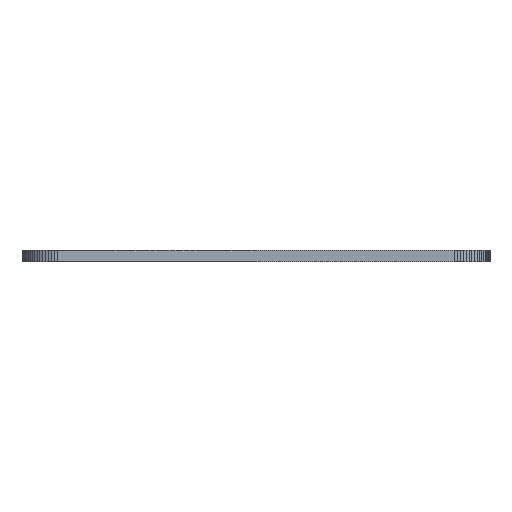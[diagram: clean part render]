
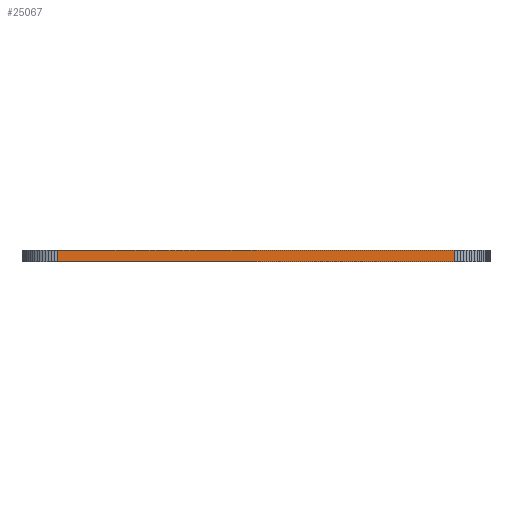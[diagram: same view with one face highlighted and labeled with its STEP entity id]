
A CAD part, left-side view. The second image highlights one B-rep face of the part: STEP entity #25067.
In plain terms, the highlighted planar face has unit normal (-1, 0, 0).
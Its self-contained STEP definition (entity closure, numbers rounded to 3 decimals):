
#83 = PLANE('',#84);
#84 = AXIS2_PLACEMENT_3D('',#85,#86,#87);
#85 = CARTESIAN_POINT('',(102.87,-63.5,1.58));
#86 = DIRECTION('',(-0.,-0.,-1.));
#87 = DIRECTION('',(-1.,0.,0.));
#137 = PLANE('',#138);
#138 = AXIS2_PLACEMENT_3D('',#139,#140,#141);
#139 = CARTESIAN_POINT('',(102.87,-63.5,0.));
#140 = DIRECTION('',(-0.,-0.,-1.));
#141 = DIRECTION('',(-1.,0.,0.));
#1758 = VERTEX_POINT('',#1759);
#1759 = CARTESIAN_POINT('',(53.34,-91.44,0.));
#1773 = PLANE('',#1774);
#1774 = AXIS2_PLACEMENT_3D('',#1775,#1776,#1777);
#1775 = CARTESIAN_POINT('',(53.359,-91.883,0.));
#1776 = DIRECTION('',(-0.999,-0.044,0.));
#1777 = DIRECTION('',(-0.044,0.999,0.));
#1785 = EDGE_CURVE('',#1758,#1786,#1788,.T.);
#1786 = VERTEX_POINT('',#1787);
#1787 = CARTESIAN_POINT('',(53.34,-35.56,0.));
#1788 = SURFACE_CURVE('',#1789,(#1793,#1800),.PCURVE_S1.);
#1789 = LINE('',#1790,#1791);
#1790 = CARTESIAN_POINT('',(53.34,-91.44,0.));
#1791 = VECTOR('',#1792,1.);
#1792 = DIRECTION('',(0.,1.,0.));
#1793 = PCURVE('',#137,#1794);
#1794 = DEFINITIONAL_REPRESENTATION('',(#1795),#1799);
#1795 = LINE('',#1796,#1797);
#1796 = CARTESIAN_POINT('',(49.53,-27.94));
#1797 = VECTOR('',#1798,1.);
#1798 = DIRECTION('',(0.,1.));
#1799 = ( GEOMETRIC_REPRESENTATION_CONTEXT(2) 
PARAMETRIC_REPRESENTATION_CONTEXT() REPRESENTATION_CONTEXT('2D SPACE',''
  ) );
#1800 = PCURVE('',#1801,#1806);
#1801 = PLANE('',#1802);
#1802 = AXIS2_PLACEMENT_3D('',#1803,#1804,#1805);
#1803 = CARTESIAN_POINT('',(53.34,-91.44,0.));
#1804 = DIRECTION('',(-1.,0.,0.));
#1805 = DIRECTION('',(0.,1.,0.));
#1806 = DEFINITIONAL_REPRESENTATION('',(#1807),#1811);
#1807 = LINE('',#1808,#1809);
#1808 = CARTESIAN_POINT('',(0.,0.));
#1809 = VECTOR('',#1810,1.);
#1810 = DIRECTION('',(1.,0.));
#1811 = ( GEOMETRIC_REPRESENTATION_CONTEXT(2) 
PARAMETRIC_REPRESENTATION_CONTEXT() REPRESENTATION_CONTEXT('2D SPACE',''
  ) );
#1829 = PLANE('',#1830);
#1830 = AXIS2_PLACEMENT_3D('',#1831,#1832,#1833);
#1831 = CARTESIAN_POINT('',(53.34,-35.56,0.));
#1832 = DIRECTION('',(-0.999,0.044,0.));
#1833 = DIRECTION('',(0.044,0.999,0.));
#14321 = VERTEX_POINT('',#14322);
#14322 = CARTESIAN_POINT('',(53.34,-91.44,1.58));
#14343 = EDGE_CURVE('',#14321,#14344,#14346,.T.);
#14344 = VERTEX_POINT('',#14345);
#14345 = CARTESIAN_POINT('',(53.34,-35.56,1.58));
#14346 = SURFACE_CURVE('',#14347,(#14351,#14358),.PCURVE_S1.);
#14347 = LINE('',#14348,#14349);
#14348 = CARTESIAN_POINT('',(53.34,-91.44,1.58));
#14349 = VECTOR('',#14350,1.);
#14350 = DIRECTION('',(0.,1.,0.));
#14351 = PCURVE('',#83,#14352);
#14352 = DEFINITIONAL_REPRESENTATION('',(#14353),#14357);
#14353 = LINE('',#14354,#14355);
#14354 = CARTESIAN_POINT('',(49.53,-27.94));
#14355 = VECTOR('',#14356,1.);
#14356 = DIRECTION('',(0.,1.));
#14357 = ( GEOMETRIC_REPRESENTATION_CONTEXT(2) 
PARAMETRIC_REPRESENTATION_CONTEXT() REPRESENTATION_CONTEXT('2D SPACE',''
  ) );
#14358 = PCURVE('',#1801,#14359);
#14359 = DEFINITIONAL_REPRESENTATION('',(#14360),#14364);
#14360 = LINE('',#14361,#14362);
#14361 = CARTESIAN_POINT('',(0.,-1.58));
#14362 = VECTOR('',#14363,1.);
#14363 = DIRECTION('',(1.,0.));
#14364 = ( GEOMETRIC_REPRESENTATION_CONTEXT(2) 
PARAMETRIC_REPRESENTATION_CONTEXT() REPRESENTATION_CONTEXT('2D SPACE',''
  ) );
#25017 = EDGE_CURVE('',#1786,#14344,#25018,.T.);
#25018 = SURFACE_CURVE('',#25019,(#25023,#25030),.PCURVE_S1.);
#25019 = LINE('',#25020,#25021);
#25020 = CARTESIAN_POINT('',(53.34,-35.56,0.));
#25021 = VECTOR('',#25022,1.);
#25022 = DIRECTION('',(0.,0.,1.));
#25023 = PCURVE('',#1829,#25024);
#25024 = DEFINITIONAL_REPRESENTATION('',(#25025),#25029);
#25025 = LINE('',#25026,#25027);
#25026 = CARTESIAN_POINT('',(0.,0.));
#25027 = VECTOR('',#25028,1.);
#25028 = DIRECTION('',(0.,-1.));
#25029 = ( GEOMETRIC_REPRESENTATION_CONTEXT(2) 
PARAMETRIC_REPRESENTATION_CONTEXT() REPRESENTATION_CONTEXT('2D SPACE',''
  ) );
#25030 = PCURVE('',#1801,#25031);
#25031 = DEFINITIONAL_REPRESENTATION('',(#25032),#25036);
#25032 = LINE('',#25033,#25034);
#25033 = CARTESIAN_POINT('',(55.88,0.));
#25034 = VECTOR('',#25035,1.);
#25035 = DIRECTION('',(0.,-1.));
#25036 = ( GEOMETRIC_REPRESENTATION_CONTEXT(2) 
PARAMETRIC_REPRESENTATION_CONTEXT() REPRESENTATION_CONTEXT('2D SPACE',''
  ) );
#25067 = ADVANCED_FACE('',(#25068),#1801,.T.);
#25068 = FACE_BOUND('',#25069,.T.);
#25069 = EDGE_LOOP('',(#25070,#25091,#25092,#25093));
#25070 = ORIENTED_EDGE('',*,*,#25071,.T.);
#25071 = EDGE_CURVE('',#1758,#14321,#25072,.T.);
#25072 = SURFACE_CURVE('',#25073,(#25077,#25084),.PCURVE_S1.);
#25073 = LINE('',#25074,#25075);
#25074 = CARTESIAN_POINT('',(53.34,-91.44,0.));
#25075 = VECTOR('',#25076,1.);
#25076 = DIRECTION('',(0.,0.,1.));
#25077 = PCURVE('',#1801,#25078);
#25078 = DEFINITIONAL_REPRESENTATION('',(#25079),#25083);
#25079 = LINE('',#25080,#25081);
#25080 = CARTESIAN_POINT('',(0.,0.));
#25081 = VECTOR('',#25082,1.);
#25082 = DIRECTION('',(0.,-1.));
#25083 = ( GEOMETRIC_REPRESENTATION_CONTEXT(2) 
PARAMETRIC_REPRESENTATION_CONTEXT() REPRESENTATION_CONTEXT('2D SPACE',''
  ) );
#25084 = PCURVE('',#1773,#25085);
#25085 = DEFINITIONAL_REPRESENTATION('',(#25086),#25090);
#25086 = LINE('',#25087,#25088);
#25087 = CARTESIAN_POINT('',(0.443,0.));
#25088 = VECTOR('',#25089,1.);
#25089 = DIRECTION('',(0.,-1.));
#25090 = ( GEOMETRIC_REPRESENTATION_CONTEXT(2) 
PARAMETRIC_REPRESENTATION_CONTEXT() REPRESENTATION_CONTEXT('2D SPACE',''
  ) );
#25091 = ORIENTED_EDGE('',*,*,#14343,.T.);
#25092 = ORIENTED_EDGE('',*,*,#25017,.F.);
#25093 = ORIENTED_EDGE('',*,*,#1785,.F.);
